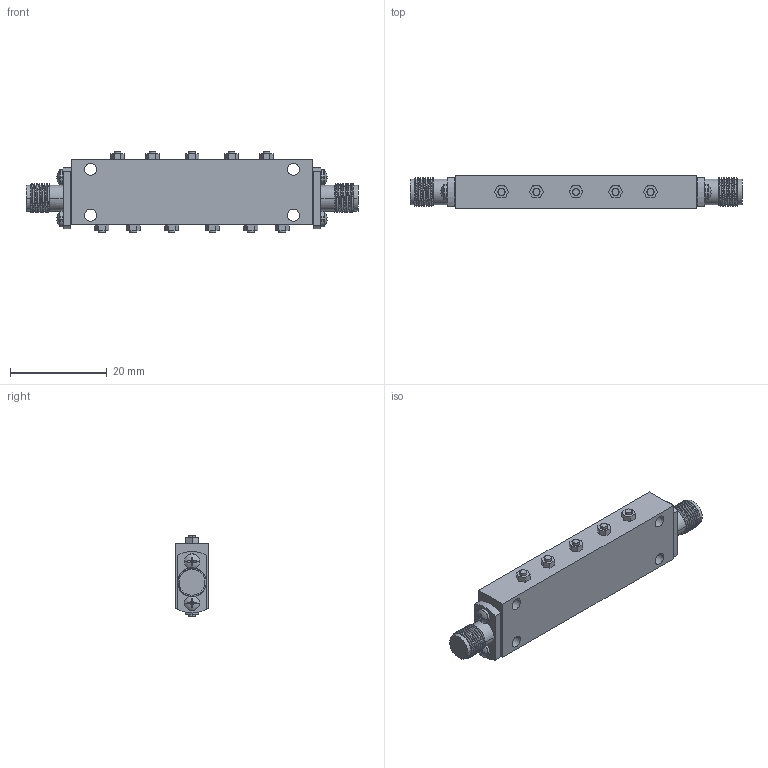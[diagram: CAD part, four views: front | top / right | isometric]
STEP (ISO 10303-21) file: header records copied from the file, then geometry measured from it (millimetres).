
FILE_DESCRIPTION (( 'STEP AP214' ), '1' );
FILE_NAME ('CF-B6-X1.STEP', '2025-10-07T17:38:04', ( '' ), ( '' ), 'SwSTEP 2.0', 'SolidWorks 2021', '' );
FILE_SCHEMA (( 'AUTOMOTIVE_DESIGN' ));
Length unit declared in the file: inch
Products named in the file (1): CF-B6-X1
Bounding box: 68.8 x 7 x 16.8 mm (x, y, z)
Volume: 5289.6 mm3; surface area: 3347.8 mm2
Topology: 1 solids, 14 shells, 469 faces, 1170 edges, 748 vertices
Faces by surface type: plane 181, cylinder 126, cone 110, bspline 28, torus 16, sphere 8
Entity records: 23814 total; most frequent: CARTESIAN_POINT 6836, ORIENTED_EDGE 2340, DIRECTION 2206, EDGE_CURVE 1170, AXIS2_PLACEMENT_3D 850, VERTEX_POINT 748, EDGE_LOOP 526, LINE 506
